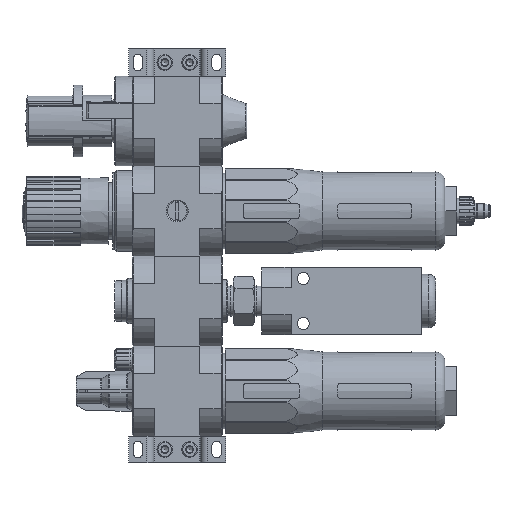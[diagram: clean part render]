
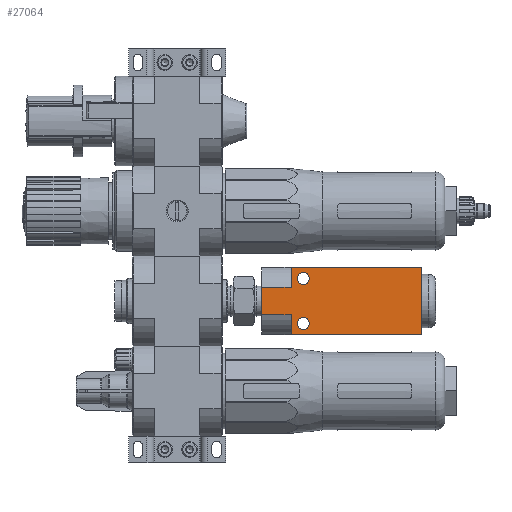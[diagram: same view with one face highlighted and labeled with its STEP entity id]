
A CAD part, left-side view. The second image highlights one B-rep face of the part: STEP entity #27064.
In plain terms, the highlighted planar face has unit normal (-1, 0, 0).
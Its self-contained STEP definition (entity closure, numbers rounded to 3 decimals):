
#2444=CIRCLE('',#38172,2.65);
#2445=CIRCLE('',#38173,2.65);
#7837=ORIENTED_EDGE('',*,*,#13184,.T.);
#7838=ORIENTED_EDGE('',*,*,#13185,.T.);
#7839=ORIENTED_EDGE('',*,*,#13186,.T.);
#7840=ORIENTED_EDGE('',*,*,#13187,.T.);
#7841=ORIENTED_EDGE('',*,*,#13188,.F.);
#7842=ORIENTED_EDGE('',*,*,#12925,.F.);
#7843=ORIENTED_EDGE('',*,*,#13189,.T.);
#7844=ORIENTED_EDGE('',*,*,#13190,.T.);
#7845=ORIENTED_EDGE('',*,*,#13191,.F.);
#7846=ORIENTED_EDGE('',*,*,#13182,.T.);
#12925=EDGE_CURVE('',#16082,#16076,#18205,.T.);
#13182=EDGE_CURVE('',#16293,#16292,#18431,.T.);
#13184=EDGE_CURVE('',#16294,#16294,#2444,.T.);
#13185=EDGE_CURVE('',#16295,#16295,#2445,.T.);
#13186=EDGE_CURVE('',#16292,#16296,#18433,.T.);
#13187=EDGE_CURVE('',#16296,#16297,#18434,.T.);
#13188=EDGE_CURVE('',#16076,#16297,#18435,.T.);
#13189=EDGE_CURVE('',#16082,#16298,#18436,.T.);
#13190=EDGE_CURVE('',#16298,#16299,#18437,.T.);
#13191=EDGE_CURVE('',#16293,#16299,#18438,.T.);
#16076=VERTEX_POINT('',#53188);
#16082=VERTEX_POINT('',#53200);
#16292=VERTEX_POINT('',#53734);
#16293=VERTEX_POINT('',#53736);
#16294=VERTEX_POINT('',#53740);
#16295=VERTEX_POINT('',#53742);
#16296=VERTEX_POINT('',#53744);
#16297=VERTEX_POINT('',#53746);
#16298=VERTEX_POINT('',#53749);
#16299=VERTEX_POINT('',#53751);
#18205=LINE('',#53201,#20134);
#18431=LINE('',#53735,#20360);
#18433=LINE('',#53743,#20362);
#18434=LINE('',#53745,#20363);
#18435=LINE('',#53747,#20364);
#18436=LINE('',#53748,#20365);
#18437=LINE('',#53750,#20366);
#18438=LINE('',#53752,#20367);
#20134=VECTOR('',#44253,1000.);
#20360=VECTOR('',#44643,1000.);
#20362=VECTOR('',#44651,1000.);
#20363=VECTOR('',#44652,1000.);
#20364=VECTOR('',#44653,1000.);
#20365=VECTOR('',#44654,1000.);
#20366=VECTOR('',#44655,1000.);
#20367=VECTOR('',#44656,1000.);
#22390=EDGE_LOOP('',(#7837));
#22391=EDGE_LOOP('',(#7838));
#22392=EDGE_LOOP('',(#7839,#7840,#7841,#7842,#7843,#7844,#7845,#7846));
#24462=FACE_BOUND('',#22390,.T.);
#24463=FACE_BOUND('',#22391,.T.);
#24464=FACE_BOUND('',#22392,.T.);
#25684=PLANE('',#38171);
#27064=ADVANCED_FACE('',(#24462,#24463,#24464),#25684,.F.);
#38171=AXIS2_PLACEMENT_3D('',#53738,#44645,#44646);
#38172=AXIS2_PLACEMENT_3D('',#53739,#44647,#44648);
#38173=AXIS2_PLACEMENT_3D('',#53741,#44649,#44650);
#44253=DIRECTION('',(0.,0.,-1.));
#44643=DIRECTION('',(0.,0.,-1.));
#44645=DIRECTION('',(1.,0.,0.));
#44646=DIRECTION('',(0.,0.,-1.));
#44647=DIRECTION('',(1.,0.,0.));
#44648=DIRECTION('',(0.,0.,-1.));
#44649=DIRECTION('',(1.,0.,0.));
#44650=DIRECTION('',(0.,0.,-1.));
#44651=DIRECTION('',(0.,-1.,0.));
#44652=DIRECTION('',(0.,0.,1.));
#44653=DIRECTION('',(0.,1.,0.));
#44654=DIRECTION('',(0.,1.,0.));
#44655=DIRECTION('',(0.,0.,1.));
#44656=DIRECTION('',(0.,-1.,0.));
#53188=CARTESIAN_POINT('',(0.,0.,-6.));
#53200=CARTESIAN_POINT('',(0.,0.,6.));
#53201=CARTESIAN_POINT('',(0.,0.,15.));
#53734=CARTESIAN_POINT('',(0.,71.2,-15.));
#53735=CARTESIAN_POINT('',(0.,71.2,15.));
#53736=CARTESIAN_POINT('',(0.,71.2,15.));
#53738=CARTESIAN_POINT('',(0.,71.2,15.));
#53739=CARTESIAN_POINT('',(0.,18.5,-10.));
#53740=CARTESIAN_POINT('',(0.,18.5,-12.65));
#53741=CARTESIAN_POINT('',(0.,18.5,10.));
#53742=CARTESIAN_POINT('',(0.,18.5,7.35));
#53743=CARTESIAN_POINT('',(0.,71.2,-15.));
#53744=CARTESIAN_POINT('',(0.,13.1,-15.));
#53745=CARTESIAN_POINT('',(0.,13.1,15.));
#53746=CARTESIAN_POINT('',(0.,13.1,-6.));
#53747=CARTESIAN_POINT('',(0.,-1.9,-6.));
#53748=CARTESIAN_POINT('',(0.,-1.9,6.));
#53749=CARTESIAN_POINT('',(0.,13.1,6.));
#53750=CARTESIAN_POINT('',(0.,13.1,15.));
#53751=CARTESIAN_POINT('',(0.,13.1,15.));
#53752=CARTESIAN_POINT('',(0.,71.2,15.));
